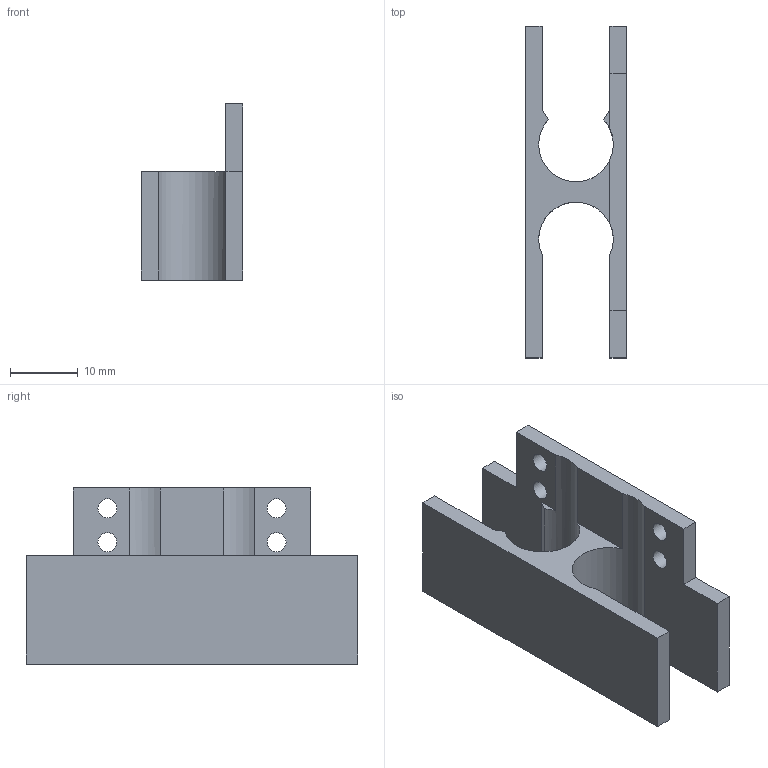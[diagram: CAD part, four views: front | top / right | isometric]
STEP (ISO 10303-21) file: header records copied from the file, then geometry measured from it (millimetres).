
FILE_DESCRIPTION(/* description */ (''),/* implementation_level */ '2;1');
FILE_NAME(/* name */ 'Jet Base (Combine).step',/* time_stamp */ '2023-07-30T19:15:43+08:00',/* author */ (''),/* organization */ (''),/* preprocessor_version */ 'ST-DEVELOPER v19.2',/* originating_system */ 'Autodesk Translation Framework v11.17.0.187',/* authorisation */ '');
FILE_SCHEMA (('AUTOMOTIVE_DESIGN { 1 0 10303 214 3 1 1 }'));
Length unit declared in the file: millimetre
Products named in the file (2): Jet Base (Combine); Jet Base (Right) v2
Assembly tree (1 placements, depth 2):
  Jet Base (Combine)
    Jet Base (Right) v2
Bounding box: 15 x 49 x 26 mm (x, y, z)
Volume: 5413.6 mm3; surface area: 4792.7 mm2
Topology: 1 solids, 1 shells, 27 faces, 75 edges, 50 vertices
Faces by surface type: plane 21, cylinder 6
Full cylindrical faces by diameter (mm): 2.8 x4
Entity records: 933 total; most frequent: CARTESIAN_POINT 155, ORIENTED_EDGE 150, DIRECTION 150, EDGE_CURVE 75, LINE 60, VECTOR 60, VERTEX_POINT 50, AXIS2_PLACEMENT_3D 45
